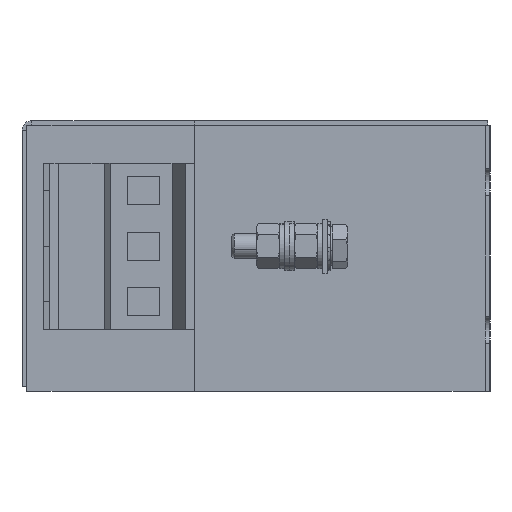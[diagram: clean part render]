
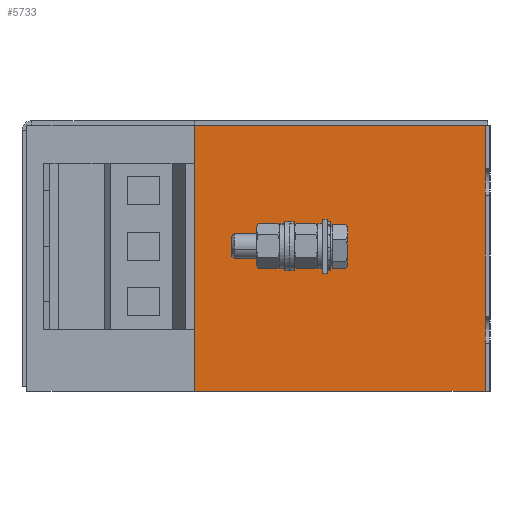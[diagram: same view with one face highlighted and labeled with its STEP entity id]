
A CAD part, left-side view. The second image highlights one B-rep face of the part: STEP entity #5733.
In plain terms, the highlighted planar face has unit normal (-1, 0, 0).
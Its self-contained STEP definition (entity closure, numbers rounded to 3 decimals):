
#510 = CARTESIAN_POINT ( 'NONE',  ( -120., 0., -27. ) ) ;
#524 = LINE ( 'NONE', #8973, #11482 ) ;
#532 = VECTOR ( 'NONE', #11931, 1000. ) ;
#886 = FACE_OUTER_BOUND ( 'NONE', #11903, .T. ) ;
#973 = CARTESIAN_POINT ( 'NONE',  ( -120., 33., -3. ) ) ;
#1866 = CARTESIAN_POINT ( 'NONE',  ( -120., 32., 8. ) ) ;
#1973 = VECTOR ( 'NONE', #5202, 1000. ) ;
#2083 = VERTEX_POINT ( 'NONE', #510 ) ;
#2091 = FACE_BOUND ( 'NONE', #9062, .T. ) ;
#2590 = VECTOR ( 'NONE', #5222, 1000. ) ;
#2609 = VERTEX_POINT ( 'NONE', #973 ) ;
#2667 = EDGE_CURVE ( 'Defeature ausgef�hrt2_16+Defeature ausgef�hrt2_14+Defeature ausgef�hrt2_24+Defeature ausgef�hrt2_5', #2951, #11986, #5526, .T. ) ;
#2854 = DIRECTION ( 'NONE',  ( 0., -1., 0. ) ) ;
#2951 = VERTEX_POINT ( 'NONE', #9230 ) ;
#3404 = ORIENTED_EDGE ( 'NONE', *, *, #4602, .F. ) ;
#3412 = VECTOR ( 'NONE', #2854, 1000. ) ;
#4041 = ORIENTED_EDGE ( 'NONE', *, *, #9025, .F. ) ;
#4175 = DIRECTION ( 'NONE',  ( 0., 0., 1. ) ) ;
#4178 = ORIENTED_EDGE ( 'NONE', *, *, #6362, .T. ) ;
#4210 = ORIENTED_EDGE ( 'NONE', *, *, #7407, .T. ) ;
#4271 = LINE ( 'NONE', #9652, #13172 ) ;
#4602 = EDGE_CURVE ( 'Defeature ausgef�hrt2_5+Defeature ausgef�hrt2_14+Defeature ausgef�hrt2_16+Defeature ausgef�hrt2_13', #11986, #10030, #6335, .T. ) ;
#5015 = CARTESIAN_POINT ( 'NONE',  ( -120., 59., 27. ) ) ;
#5054 = VECTOR ( 'NONE', #13131, 1000. ) ;
#5202 = DIRECTION ( 'NONE',  ( 0., 1., 0. ) ) ;
#5222 = DIRECTION ( 'NONE',  ( 0., 1., 0. ) ) ;
#5283 = CARTESIAN_POINT ( 'NONE',  ( -120., 0., -27. ) ) ;
#5331 = CARTESIAN_POINT ( 'NONE',  ( -120., 32., -3. ) ) ;
#5468 = DIRECTION ( 'NONE',  ( 0., 0., 1. ) ) ;
#5526 = LINE ( 'NONE', #8705, #532 ) ;
#5715 = LINE ( 'NONE', #8827, #6766 ) ;
#5733 = ADVANCED_FACE ( 'Defeature ausgef�hrt2_14', ( #2091, #886 ), #9670, .T. ) ;
#5758 = VERTEX_POINT ( 'NONE', #5331 ) ;
#5934 = DIRECTION ( 'NONE',  ( 0., 0., 1. ) ) ;
#6335 = LINE ( 'NONE', #9381, #3412 ) ;
#6353 = DIRECTION ( 'NONE',  ( -1., 0., 0. ) ) ;
#6362 = EDGE_CURVE ( 'Defeature ausgef�hrt2_14+Defeature ausgef�hrt2_29+Defeature ausgef�hrt2_2+Defeature ausgef�hrt2_3', #5758, #2609, #8783, .T. ) ;
#6637 = EDGE_CURVE ( 'Defeature ausgef�hrt2_14+Defeature ausgef�hrt2_3+Defeature ausgef�hrt2_29+Defeature ausgef�hrt2_27', #2609, #7367, #524, .T. ) ;
#6766 = VECTOR ( 'NONE', #5468, 1000. ) ;
#7367 = VERTEX_POINT ( 'NONE', #9516 ) ;
#7407 = EDGE_CURVE ( 'Defeature ausgef�hrt2_14+Defeature ausgef�hrt2_13+Defeature ausgef�hrt2_24+Defeature ausgef�hrt2_5', #2083, #10030, #4271, .T. ) ;
#7421 = ORIENTED_EDGE ( 'NONE', *, *, #2667, .F. ) ;
#7615 = ORIENTED_EDGE ( 'NONE', *, *, #6637, .T. ) ;
#7823 = AXIS2_PLACEMENT_3D ( 'NONE', #5283, #6353, #8609 ) ;
#7997 = LINE ( 'NONE', #14197, #5054 ) ;
#8609 = DIRECTION ( 'NONE',  ( 0., 0., 1. ) ) ;
#8705 = CARTESIAN_POINT ( 'NONE',  ( -120., 59., -27. ) ) ;
#8730 = ORIENTED_EDGE ( 'NONE', *, *, #11011, .F. ) ;
#8783 = LINE ( 'NONE', #11641, #2590 ) ;
#8786 = ORIENTED_EDGE ( 'NONE', *, *, #9684, .T. ) ;
#8827 = CARTESIAN_POINT ( 'NONE',  ( -120., 32., -27. ) ) ;
#8973 = CARTESIAN_POINT ( 'NONE',  ( -120., 33., -27. ) ) ;
#9025 = EDGE_CURVE ( 'Defeature ausgef�hrt2_27+Defeature ausgef�hrt2_14+Defeature ausgef�hrt2_2+Defeature ausgef�hrt2_3', #10061, #7367, #12423, .T. ) ;
#9062 = EDGE_LOOP ( 'NONE', ( #8730, #4178, #7615, #4041 ) ) ;
#9230 = CARTESIAN_POINT ( 'NONE',  ( -120., 59., -27. ) ) ;
#9381 = CARTESIAN_POINT ( 'NONE',  ( -120., 33., 27. ) ) ;
#9516 = CARTESIAN_POINT ( 'NONE',  ( -120., 33., 8. ) ) ;
#9652 = CARTESIAN_POINT ( 'NONE',  ( -120., 0., -27. ) ) ;
#9670 = PLANE ( 'NONE',  #7823 ) ;
#9684 = EDGE_CURVE ( 'Defeature ausgef�hrt2_14+Defeature ausgef�hrt2_24+Defeature ausgef�hrt2_16+Defeature ausgef�hrt2_13', #2951, #2083, #7997, .T. ) ;
#10030 = VERTEX_POINT ( 'NONE', #10721 ) ;
#10061 = VERTEX_POINT ( 'NONE', #1866 ) ;
#10659 = CARTESIAN_POINT ( 'NONE',  ( -120., -1.001, 8. ) ) ;
#10721 = CARTESIAN_POINT ( 'NONE',  ( -120., 0., 27. ) ) ;
#11011 = EDGE_CURVE ( 'Defeature ausgef�hrt2_2+Defeature ausgef�hrt2_14+Defeature ausgef�hrt2_29+Defeature ausgef�hrt2_27', #5758, #10061, #5715, .T. ) ;
#11482 = VECTOR ( 'NONE', #5934, 1000. ) ;
#11641 = CARTESIAN_POINT ( 'NONE',  ( -120., -1.001, -3. ) ) ;
#11903 = EDGE_LOOP ( 'NONE', ( #4210, #3404, #7421, #8786 ) ) ;
#11931 = DIRECTION ( 'NONE',  ( 0., 0., 1. ) ) ;
#11986 = VERTEX_POINT ( 'NONE', #5015 ) ;
#12423 = LINE ( 'NONE', #10659, #1973 ) ;
#13131 = DIRECTION ( 'NONE',  ( 0., -1., 0. ) ) ;
#13172 = VECTOR ( 'NONE', #4175, 1000. ) ;
#14197 = CARTESIAN_POINT ( 'NONE',  ( -120., 33., -27. ) ) ;
